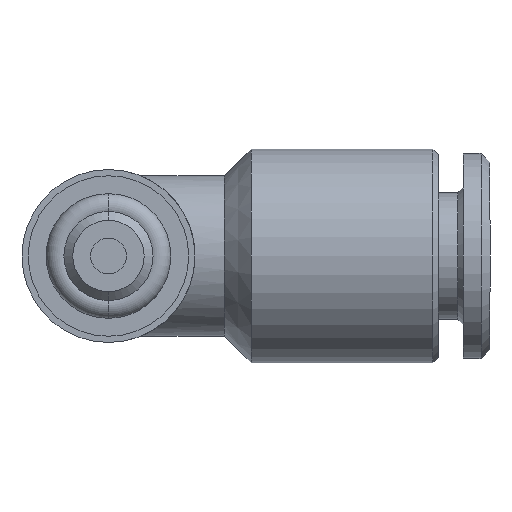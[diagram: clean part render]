
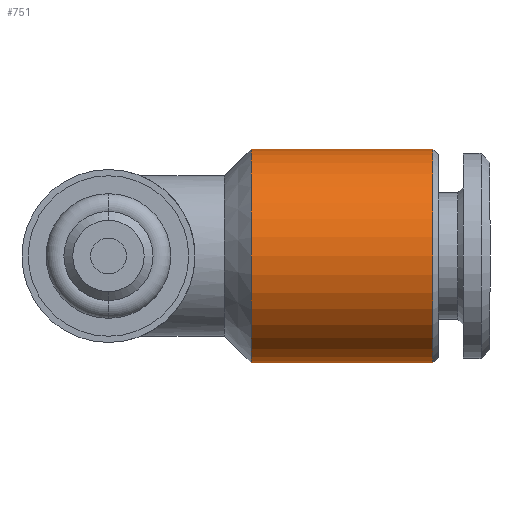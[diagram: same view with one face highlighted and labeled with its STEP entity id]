
A CAD part, front view. The second image highlights one B-rep face of the part: STEP entity #751.
In plain terms, the highlighted cylindrical face has radius 6 mm (diameter 12 mm), a partial arc.
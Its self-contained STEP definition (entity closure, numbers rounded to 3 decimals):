
#604 = EDGE_LOOP ( 'NONE', ( #765, #761, #760, #753 ) ) ;
#751 = ADVANCED_FACE ( 'NONE', ( #2161 ), #2018, .T. ) ;
#753 = ORIENTED_EDGE ( 'NONE', *, *, #764, .F. ) ;
#760 = ORIENTED_EDGE ( 'NONE', *, *, #2693, .T. ) ;
#761 = ORIENTED_EDGE ( 'NONE', *, *, #763, .T. ) ;
#763 = EDGE_CURVE ( 'NONE', #2787, #2786, #2221, .T. ) ;
#764 = EDGE_CURVE ( 'NONE', #2687, #2684, #2217, .T. ) ;
#765 = ORIENTED_EDGE ( 'NONE', *, *, #2789, .F. ) ;
#1686 = CARTESIAN_POINT ( 'NONE',  ( -5.577, 12., 0. ) ) ;
#1840 = AXIS2_PLACEMENT_3D ( 'NONE', #1686, #1920, #2068 ) ;
#1920 = DIRECTION ( 'NONE',  ( -1., 0., 0. ) ) ;
#2018 = CYLINDRICAL_SURFACE ( 'NONE', #1840, 6. ) ;
#2068 = DIRECTION ( 'NONE',  ( 0., 0., 1. ) ) ;
#2161 = FACE_OUTER_BOUND ( 'NONE', #604, .T. ) ;
#2172 = DIRECTION ( 'NONE',  ( 0., 0., 1. ) ) ;
#2173 = AXIS2_PLACEMENT_3D ( 'NONE', #2219, #2218, #2195 ) ;
#2187 = CARTESIAN_POINT ( 'NONE',  ( 8., 12., 0. ) ) ;
#2188 = AXIS2_PLACEMENT_3D ( 'NONE', #2187, #2216, #2172 ) ;
#2195 = DIRECTION ( 'NONE',  ( 0., 0., 1. ) ) ;
#2216 = DIRECTION ( 'NONE',  ( -1., 0., 0. ) ) ;
#2217 = CIRCLE ( 'NONE', #2188, 6. ) ;
#2218 = DIRECTION ( 'NONE',  ( -1., 0., 0. ) ) ;
#2219 = CARTESIAN_POINT ( 'NONE',  ( 18.2, 12., 0. ) ) ;
#2221 = CIRCLE ( 'NONE', #2173, 6. ) ;
#2261 = CARTESIAN_POINT ( 'NONE',  ( 8., 12., -6. ) ) ;
#2267 = LINE ( 'NONE', #2309, #2308 ) ;
#2307 = DIRECTION ( 'NONE',  ( -1., 0., 0. ) ) ;
#2308 = VECTOR ( 'NONE', #2307, 1000. ) ;
#2309 = CARTESIAN_POINT ( 'NONE',  ( -5.577, 12., 6. ) ) ;
#2312 = CARTESIAN_POINT ( 'NONE',  ( 8., 12., 6. ) ) ;
#2539 = DIRECTION ( 'NONE',  ( -1., 0., 0. ) ) ;
#2540 = VECTOR ( 'NONE', #2539, 1000. ) ;
#2541 = CARTESIAN_POINT ( 'NONE',  ( -5.577, 12., -6. ) ) ;
#2542 = LINE ( 'NONE', #2541, #2540 ) ;
#2543 = CARTESIAN_POINT ( 'NONE',  ( 18.2, 12., -6. ) ) ;
#2544 = CARTESIAN_POINT ( 'NONE',  ( 18.2, 12., 6. ) ) ;
#2684 = VERTEX_POINT ( 'NONE', #2312 ) ;
#2687 = VERTEX_POINT ( 'NONE', #2261 ) ;
#2693 = EDGE_CURVE ( 'NONE', #2786, #2684, #2267, .T. ) ;
#2786 = VERTEX_POINT ( 'NONE', #2544 ) ;
#2787 = VERTEX_POINT ( 'NONE', #2543 ) ;
#2789 = EDGE_CURVE ( 'NONE', #2787, #2687, #2542, .T. ) ;
